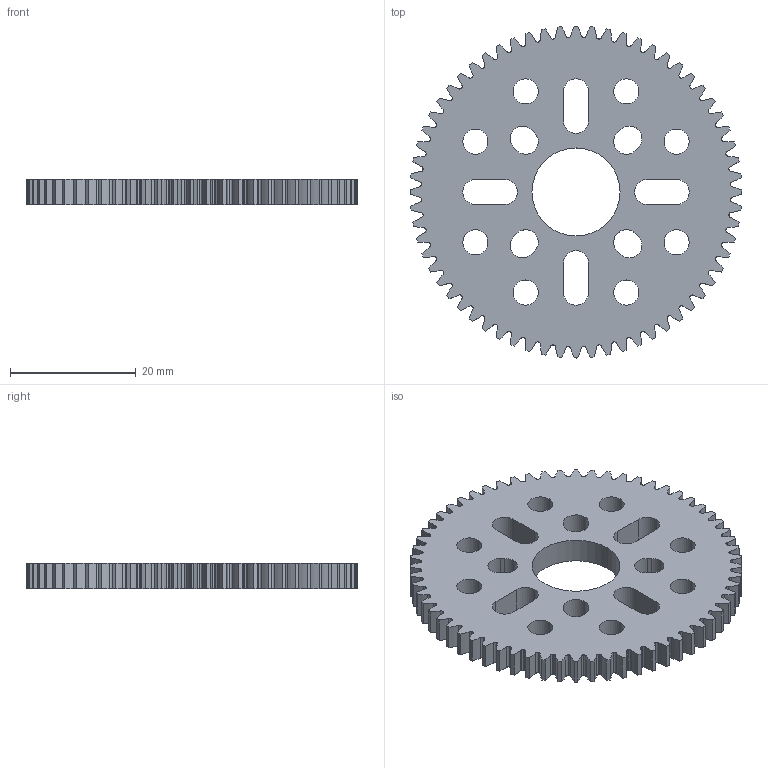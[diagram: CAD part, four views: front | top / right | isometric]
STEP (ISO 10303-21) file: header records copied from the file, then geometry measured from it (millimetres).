
FILE_DESCRIPTION (( 'STEP AP203' ), '1' );
FILE_NAME ('2312-0014-0064.STEP', '2019-08-22T15:49:58', ( '' ), ( '' ), 'SwSTEP 2.0', 'SolidWorks 2016', '' );
FILE_SCHEMA (( 'CONFIG_CONTROL_DESIGN' ));
Length unit declared in the file: millimetre
Products named in the file (1): 2312-0014-0064
Bounding box: 52.8 x 52.8 x 4 mm (x, y, z)
Volume: 6440.5 mm3; surface area: 5628.8 mm2
Topology: 1 solids, 1 shells, 571 faces, 1707 edges, 1138 vertices
Faces by surface type: bspline 256, cylinder 169, plane 146
Entity records: 27476 total; most frequent: CARTESIAN_POINT 13401, ORIENTED_EDGE 3414, DIRECTION 2165, EDGE_CURVE 1707, VERTEX_POINT 1138, LINE 857, VECTOR 857, AXIS2_PLACEMENT_3D 654
